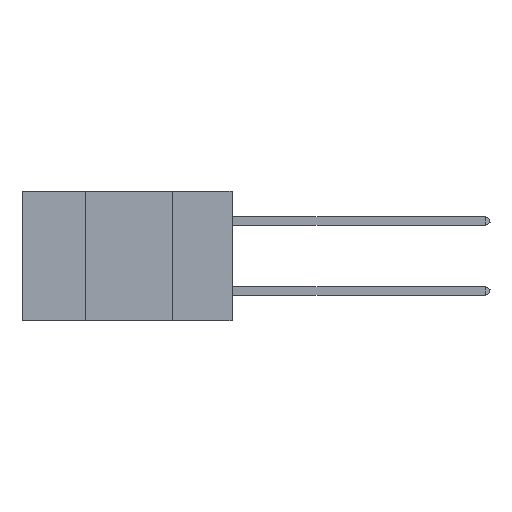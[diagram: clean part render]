
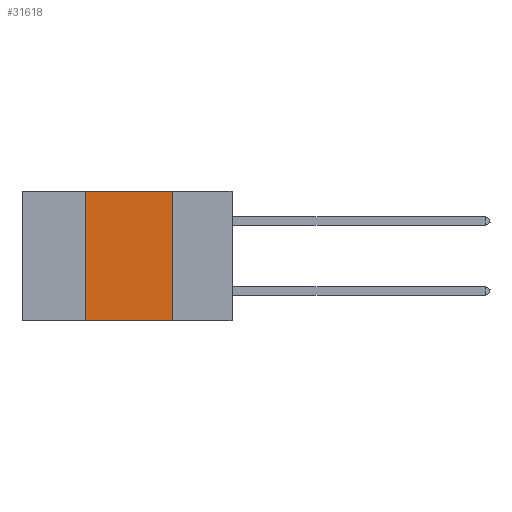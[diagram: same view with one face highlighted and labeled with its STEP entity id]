
A CAD part, left-side view. The second image highlights one B-rep face of the part: STEP entity #31618.
In plain terms, the highlighted planar face has unit normal (-1, 0, 0).
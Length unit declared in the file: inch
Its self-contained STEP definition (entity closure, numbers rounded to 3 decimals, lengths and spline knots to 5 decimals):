
#60 = ORIENTED_EDGE ( 'NONE', *, *, #43163, .F. ) ;
#816 = VECTOR ( 'NONE', #33666, 39.37008 ) ;
#1359 = LINE ( 'NONE', #41747, #44657 ) ;
#4068 = DIRECTION ( 'NONE',  ( 0., 0., -1. ) ) ;
#6611 = CARTESIAN_POINT ( 'NONE',  ( 0., 0.6, 0. ) ) ;
#6767 = DIRECTION ( 'NONE',  ( 1., 0., 0. ) ) ;
#7962 = ORIENTED_EDGE ( 'NONE', *, *, #18929, .F. ) ;
#9427 = CARTESIAN_POINT ( 'NONE',  ( 0., 0.42, -0.37 ) ) ;
#9623 = LINE ( 'NONE', #44372, #816 ) ;
#10193 = CARTESIAN_POINT ( 'NONE',  ( 0., 0.17, 0. ) ) ;
#15150 = DIRECTION ( 'NONE',  ( 0., 0., 1. ) ) ;
#17974 = VERTEX_POINT ( 'NONE', #39745 ) ;
#18087 = LINE ( 'NONE', #28392, #20314 ) ;
#18922 = FACE_OUTER_BOUND ( 'NONE', #25901, .T. ) ;
#18929 = EDGE_CURVE ( 'NONE', #24606, #30196, #18087, .T. ) ;
#20314 = VECTOR ( 'NONE', #4068, 39.37008 ) ;
#23932 = CARTESIAN_POINT ( 'NONE',  ( 0., 0.17, -0.37 ) ) ;
#24537 = VERTEX_POINT ( 'NONE', #9427 ) ;
#24606 = VERTEX_POINT ( 'NONE', #10193 ) ;
#25901 = EDGE_LOOP ( 'NONE', ( #7962, #42478, #60, #26175 ) ) ;
#26175 = ORIENTED_EDGE ( 'NONE', *, *, #39203, .T. ) ;
#28227 = DIRECTION ( 'NONE',  ( 0., -1., 0. ) ) ;
#28392 = CARTESIAN_POINT ( 'NONE',  ( 0., 0.17, 0. ) ) ;
#30196 = VERTEX_POINT ( 'NONE', #23932 ) ;
#31618 = ADVANCED_FACE ( 'NONE', ( #18922 ), #34688, .F. ) ;
#32385 = AXIS2_PLACEMENT_3D ( 'NONE', #6611, #6767, #44922 ) ;
#33666 = DIRECTION ( 'NONE',  ( 0., -1., 0. ) ) ;
#34688 = PLANE ( 'NONE',  #32385 ) ;
#36157 = CARTESIAN_POINT ( 'NONE',  ( 0., 0.42, 0. ) ) ;
#38427 = VECTOR ( 'NONE', #15150, 39.37008 ) ;
#38938 = LINE ( 'NONE', #36157, #38427 ) ;
#39203 = EDGE_CURVE ( 'NONE', #24537, #30196, #9623, .T. ) ;
#39497 = EDGE_CURVE ( 'NONE', #17974, #24606, #1359, .T. ) ;
#39745 = CARTESIAN_POINT ( 'NONE',  ( 0., 0.42, 0. ) ) ;
#41747 = CARTESIAN_POINT ( 'NONE',  ( 0., 0.6, 0. ) ) ;
#42478 = ORIENTED_EDGE ( 'NONE', *, *, #39497, .F. ) ;
#43163 = EDGE_CURVE ( 'NONE', #24537, #17974, #38938, .T. ) ;
#44372 = CARTESIAN_POINT ( 'NONE',  ( 0., 0.6, -0.37 ) ) ;
#44657 = VECTOR ( 'NONE', #28227, 39.37008 ) ;
#44922 = DIRECTION ( 'NONE',  ( 0., 0., -1. ) ) ;
